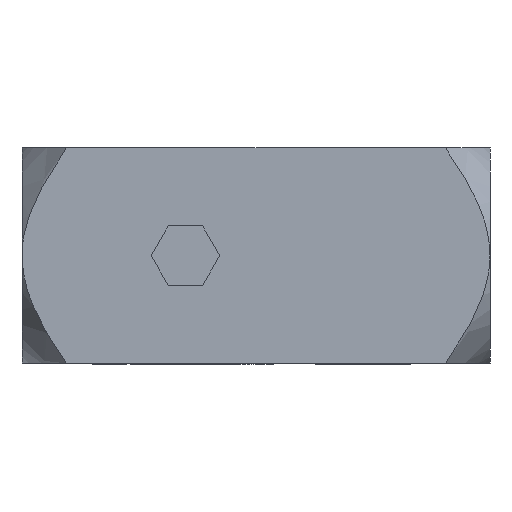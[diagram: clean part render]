
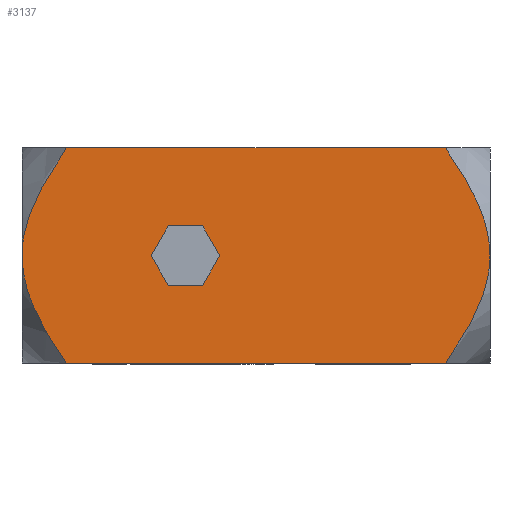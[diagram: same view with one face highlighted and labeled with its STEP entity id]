
A CAD part, left-side view. The second image highlights one B-rep face of the part: STEP entity #3137.
In plain terms, the highlighted planar face has unit normal (-1, 0, 0).
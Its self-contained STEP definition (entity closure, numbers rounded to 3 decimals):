
#27=(
BOUNDED_CURVE()
B_SPLINE_CURVE(2,(#4991,#4992,#4993),.UNSPECIFIED.,.F.,.F.)
B_SPLINE_CURVE_WITH_KNOTS((3,3),(1.67,3.918),
 .UNSPECIFIED.)
CURVE()
GEOMETRIC_REPRESENTATION_ITEM()
RATIONAL_B_SPLINE_CURVE((1.153,1.18,1.))
REPRESENTATION_ITEM('')
);
#29=(
BOUNDED_CURVE()
B_SPLINE_CURVE(2,(#4998,#4999,#5000),.UNSPECIFIED.,.F.,.F.)
B_SPLINE_CURVE_WITH_KNOTS((3,3),(3.918,6.165),
 .UNSPECIFIED.)
CURVE()
GEOMETRIC_REPRESENTATION_ITEM()
RATIONAL_B_SPLINE_CURVE((1.,1.18,1.153))
REPRESENTATION_ITEM('')
);
#31=(
BOUNDED_CURVE()
B_SPLINE_CURVE(2,(#5006,#5007,#5008),.UNSPECIFIED.,.F.,.F.)
B_SPLINE_CURVE_WITH_KNOTS((3,3),(1.103,3.143),
 .UNSPECIFIED.)
CURVE()
GEOMETRIC_REPRESENTATION_ITEM()
RATIONAL_B_SPLINE_CURVE((1.111,1.158,1.))
REPRESENTATION_ITEM('')
);
#32=(
BOUNDED_CURVE()
B_SPLINE_CURVE(2,(#5010,#5011,#5012),.UNSPECIFIED.,.F.,.F.)
B_SPLINE_CURVE_WITH_KNOTS((3,3),(3.143,5.182),
 .UNSPECIFIED.)
CURVE()
GEOMETRIC_REPRESENTATION_ITEM()
RATIONAL_B_SPLINE_CURVE((1.,1.158,1.111))
REPRESENTATION_ITEM('')
);
#125=FACE_BOUND('',#611,.T.);
#261=PLANE('',#3403);
#403=FACE_OUTER_BOUND('',#610,.T.);
#610=EDGE_LOOP('',(#2599,#2600,#2601,#2602,#2603,#2604));
#611=EDGE_LOOP('',(#2605,#2606));
#890=LINE('',#4917,#1137);
#911=LINE('',#5013,#1158);
#1137=VECTOR('',#3999,10.);
#1158=VECTOR('',#4076,10.);
#1253=CIRCLE('',#3389,3.);
#1254=CIRCLE('',#3390,3.);
#1339=VERTEX_POINT('',#4469);
#1348=VERTEX_POINT('',#4492);
#1482=VERTEX_POINT('',#4900);
#1485=VERTEX_POINT('',#4913);
#1500=VERTEX_POINT('',#4963);
#1501=VERTEX_POINT('',#4965);
#1507=VERTEX_POINT('',#4990);
#1508=VERTEX_POINT('',#5009);
#1858=EDGE_CURVE('',#1485,#1482,#890,.T.);
#1880=EDGE_CURVE('',#1501,#1500,#1253,.T.);
#1881=EDGE_CURVE('',#1500,#1501,#1254,.T.);
#1889=EDGE_CURVE('',#1507,#1339,#27,.T.);
#1891=EDGE_CURVE('',#1339,#1482,#29,.T.);
#1893=EDGE_CURVE('',#1485,#1348,#31,.T.);
#1894=EDGE_CURVE('',#1348,#1508,#32,.T.);
#1895=EDGE_CURVE('',#1508,#1507,#911,.T.);
#2599=ORIENTED_EDGE('',*,*,#1889,.T.);
#2600=ORIENTED_EDGE('',*,*,#1891,.T.);
#2601=ORIENTED_EDGE('',*,*,#1858,.F.);
#2602=ORIENTED_EDGE('',*,*,#1893,.T.);
#2603=ORIENTED_EDGE('',*,*,#1894,.T.);
#2604=ORIENTED_EDGE('',*,*,#1895,.T.);
#2605=ORIENTED_EDGE('',*,*,#1880,.T.);
#2606=ORIENTED_EDGE('',*,*,#1881,.T.);
#3137=ADVANCED_FACE('',(#403,#125),#261,.T.);
#3389=AXIS2_PLACEMENT_3D('',#4966,#4045,#4046);
#3390=AXIS2_PLACEMENT_3D('',#4967,#4047,#4048);
#3403=AXIS2_PLACEMENT_3D('',#5005,#4074,#4075);
#3999=DIRECTION('',(0.,1.,0.));
#4045=DIRECTION('center_axis',(1.,0.,0.));
#4046=DIRECTION('ref_axis',(0.,0.,1.));
#4047=DIRECTION('center_axis',(1.,0.,0.));
#4048=DIRECTION('ref_axis',(0.,0.,1.));
#4074=DIRECTION('center_axis',(-1.,0.,0.));
#4075=DIRECTION('ref_axis',(0.,0.,1.));
#4076=DIRECTION('',(0.,1.,0.));
#4469=CARTESIAN_POINT('',(-14.5,63.,0.));
#4492=CARTESIAN_POINT('',(-14.5,0.,0.));
#4900=CARTESIAN_POINT('',(-14.5,56.994,-14.5));
#4913=CARTESIAN_POINT('',(-14.5,6.006,-14.5));
#4917=CARTESIAN_POINT('',(-14.5,0.,-14.5));
#4963=CARTESIAN_POINT('',(-14.5,41.,-3.));
#4965=CARTESIAN_POINT('',(-14.5,41.,3.));
#4966=CARTESIAN_POINT('Origin',(-14.5,41.,0.));
#4967=CARTESIAN_POINT('Origin',(-14.5,41.,0.));
#4990=CARTESIAN_POINT('',(-14.5,56.994,14.5));
#4991=CARTESIAN_POINT('Ctrl Pts',(-14.5,56.994,14.5));
#4992=CARTESIAN_POINT('Ctrl Pts',(-14.5,63.,6.006));
#4993=CARTESIAN_POINT('Ctrl Pts',(-14.5,63.,0.));
#4998=CARTESIAN_POINT('Ctrl Pts',(-14.5,63.,0.));
#4999=CARTESIAN_POINT('Ctrl Pts',(-14.5,63.,-6.006));
#5000=CARTESIAN_POINT('Ctrl Pts',(-14.5,56.994,-14.5));
#5005=CARTESIAN_POINT('Origin',(-14.5,0.,-14.5));
#5006=CARTESIAN_POINT('Ctrl Pts',(-14.5,6.006,-14.5));
#5007=CARTESIAN_POINT('Ctrl Pts',(-14.5,0.,-6.006));
#5008=CARTESIAN_POINT('Ctrl Pts',(-14.5,0.,0.));
#5009=CARTESIAN_POINT('',(-14.5,6.006,14.5));
#5010=CARTESIAN_POINT('Ctrl Pts',(-14.5,0.,0.));
#5011=CARTESIAN_POINT('Ctrl Pts',(-14.5,0.,6.006));
#5012=CARTESIAN_POINT('Ctrl Pts',(-14.5,6.006,14.5));
#5013=CARTESIAN_POINT('',(-14.5,0.,14.5));
